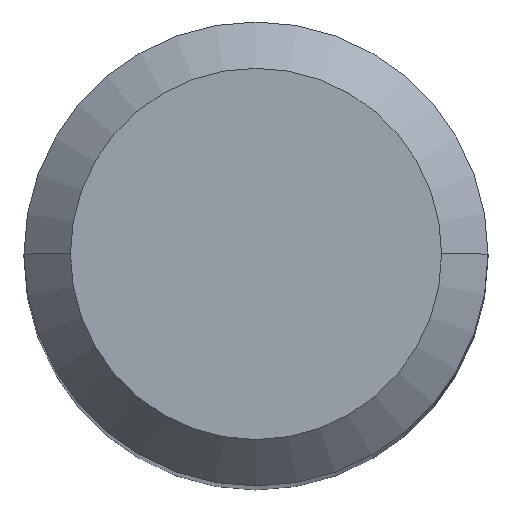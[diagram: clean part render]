
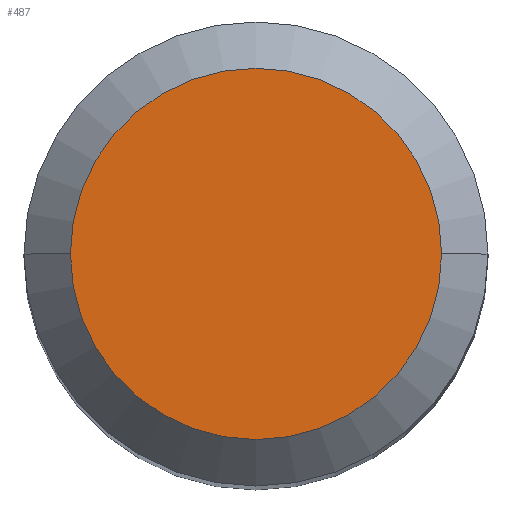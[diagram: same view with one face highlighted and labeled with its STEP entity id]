
A CAD part, top view. The second image highlights one B-rep face of the part: STEP entity #487.
In plain terms, the highlighted planar face has unit normal (0, 0, 1).
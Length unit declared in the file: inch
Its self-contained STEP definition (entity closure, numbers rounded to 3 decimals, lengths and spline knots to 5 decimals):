
#40 = VERTEX_POINT ( 'NONE', #482 ) ;
#42 = CARTESIAN_POINT ( 'NONE',  ( 0., 0., 0. ) ) ;
#48 = AXIS2_PLACEMENT_3D ( 'NONE', #42, #255, #419 ) ;
#52 = EDGE_CURVE ( 'NONE', #136, #40, #183, .T. ) ;
#89 = DIRECTION ( 'NONE',  ( 0., 0., 1. ) ) ;
#126 = ORIENTED_EDGE ( 'NONE', *, *, #338, .T. ) ;
#136 = VERTEX_POINT ( 'NONE', #449 ) ;
#157 = AXIS2_PLACEMENT_3D ( 'NONE', #288, #89, #363 ) ;
#162 = EDGE_LOOP ( 'NONE', ( #351, #126 ) ) ;
#183 = CIRCLE ( 'NONE', #157, 0.09448 ) ;
#190 = AXIS2_PLACEMENT_3D ( 'NONE', #195, #342, #258 ) ;
#195 = CARTESIAN_POINT ( 'NONE',  ( 0., 0., 0. ) ) ;
#255 = DIRECTION ( 'NONE',  ( 0., 0., -1. ) ) ;
#258 = DIRECTION ( 'NONE',  ( 1., 0., 0. ) ) ;
#288 = CARTESIAN_POINT ( 'NONE',  ( 0., 0., 0. ) ) ;
#334 = FACE_OUTER_BOUND ( 'NONE', #162, .T. ) ;
#338 = EDGE_CURVE ( 'NONE', #40, #136, #405, .T. ) ;
#342 = DIRECTION ( 'NONE',  ( 0., 0., 1. ) ) ;
#351 = ORIENTED_EDGE ( 'NONE', *, *, #52, .T. ) ;
#363 = DIRECTION ( 'NONE',  ( 1., 0., 0. ) ) ;
#405 = CIRCLE ( 'NONE', #190, 0.09448 ) ;
#419 = DIRECTION ( 'NONE',  ( -1., 0., 0. ) ) ;
#449 = CARTESIAN_POINT ( 'NONE',  ( -0.09448, 0., 0. ) ) ;
#482 = CARTESIAN_POINT ( 'NONE',  ( 0.09448, 0., 0. ) ) ;
#487 = ADVANCED_FACE ( 'NONE', ( #334 ), #489, .F. ) ;
#489 = PLANE ( 'NONE',  #48 ) ;
